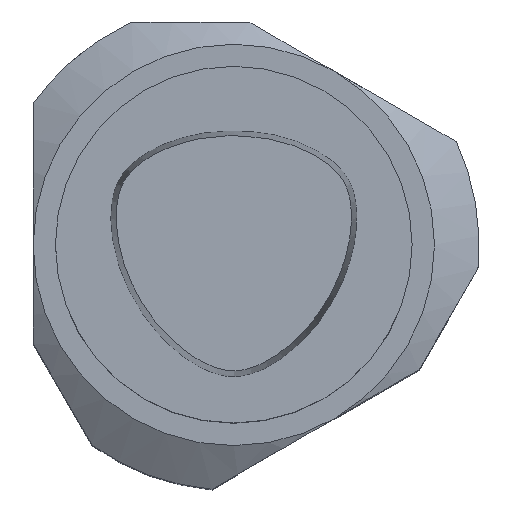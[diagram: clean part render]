
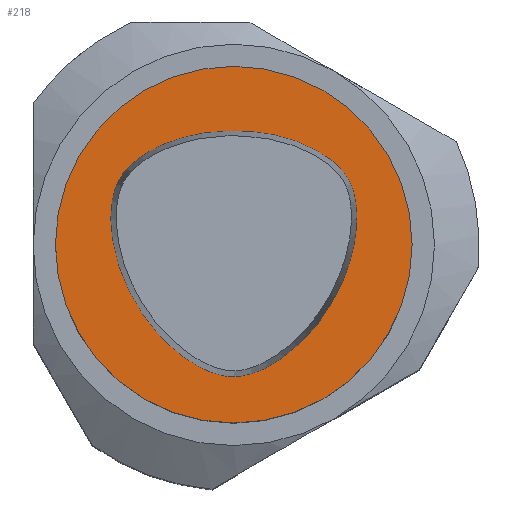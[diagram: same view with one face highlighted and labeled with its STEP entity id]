
A CAD part, top view. The second image highlights one B-rep face of the part: STEP entity #218.
In plain terms, the highlighted planar face has unit normal (0, 0, 1).
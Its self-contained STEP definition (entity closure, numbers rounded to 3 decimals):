
#218=ADVANCED_FACE('240[2]',(#517,#518),#519,.T.);
#254=EDGE_CURVE('240[2]',#538,#538,#565,.T.);
#315=EDGE_CURVE('240[2]',#639,#639,#640,.T.);
#517=FACE_OUTER_BOUND('',#1655,.T.);
#518=FACE_BOUND('',#1656,.T.);
#519=PLANE('',#1657);
#538=VERTEX_POINT('',#1683);
#565=B_SPLINE_CURVE_WITH_KNOTS('',3,(#1777,#1778,#1779,#1780,#1781,#1782,#1783,#1784,#1785,#1786,#1787,#1788,#1789,#1790,#1791,#1792,#1793,#1794,#1795,#1796,#1797,#1798,#1799,#1800,#1801,#1802,#1803,#1804,#1805,#1806,#1807,#1808,#1809,#1810,#1811,#1812,#1813,#1814,#1815,#1816,#1817,#1818,#1819,#1820,#1821,#1822,#1823,#1824,#1825,#1826,#1827,#1828,#1829,#1830,#1831,#1832,#1833,#1834,#1835,#1836,#1837,#1838,#1839,#1840,#1841,#1842,#1843,#1844,#1845,#1846,#1847,#1848,#1849,#1850,#1851,#1852,#1853,#1854,#1855,#1856,#1857,#1858,#1859,#1860,#1861,#1862,#1863,#1864,#1865,#1866,#1867,#1868,#1869,#1870,#1871,#1872),.UNSPECIFIED.,.T.,.F.,(4,2,2,2,2,2,2,2,2,2,2,2,2,2,2,2,2,2,2,2,2,2,2,2,2,2,2,2,2,2,2,2,2,2,2,2,2,2,2,2,2,2,2,2,2,2,2,4),(0.0,0.023,0.046,0.069,0.091,0.112,0.133,0.153,0.173,0.194,0.214,0.235,0.257,0.279,0.302,0.326,0.349,0.372,0.395,0.417,0.439,0.459,0.48,0.5,0.52,0.541,0.561,0.583,0.605,0.628,0.651,0.674,0.698,0.721,0.743,0.765,0.786,0.806,0.827,0.847,0.867,0.888,0.909,0.931,0.954,0.977,1.,1.0),.UNSPECIFIED.);
#639=VERTEX_POINT('',#2030);
#640=CIRCLE('',#2031,39.993);
#1655=EDGE_LOOP('',(#2297));
#1656=EDGE_LOOP('',(#2298));
#1657=AXIS2_PLACEMENT_3D('',#2299,#2300,#2301);
#1683=CARTESIAN_POINT('',(-0.002,-29.575,0.));
#1777=CARTESIAN_POINT('',(-0.002,-29.575,0.));
#1778=CARTESIAN_POINT('',(-1.344,-29.594,0.));
#1779=CARTESIAN_POINT('',(-2.687,-29.333,0.));
#1780=CARTESIAN_POINT('',(-5.261,-28.54,0.));
#1781=CARTESIAN_POINT('',(-6.491,-28.009,0.));
#1782=CARTESIAN_POINT('',(-8.829,-26.78,0.));
#1783=CARTESIAN_POINT('',(-9.938,-26.086,0.));
#1784=CARTESIAN_POINT('',(-12.031,-24.593,0.));
#1785=CARTESIAN_POINT('',(-13.017,-23.798,0.));
#1786=CARTESIAN_POINT('',(-14.873,-22.138,0.));
#1787=CARTESIAN_POINT('',(-15.746,-21.276,0.));
#1788=CARTESIAN_POINT('',(-17.388,-19.499,0.0));
#1789=CARTESIAN_POINT('',(-18.159,-18.587,0.0));
#1790=CARTESIAN_POINT('',(-19.609,-16.715,0.0));
#1791=CARTESIAN_POINT('',(-20.29,-15.757,0.0));
#1792=CARTESIAN_POINT('',(-21.566,-13.798,0.0));
#1793=CARTESIAN_POINT('',(-22.162,-12.796,0.0));
#1794=CARTESIAN_POINT('',(-23.275,-10.743,0.0));
#1795=CARTESIAN_POINT('',(-23.791,-9.693,0.0));
#1796=CARTESIAN_POINT('',(-24.742,-7.538,0.0));
#1797=CARTESIAN_POINT('',(-25.176,-6.433,0.0));
#1798=CARTESIAN_POINT('',(-25.955,-4.164,0.0));
#1799=CARTESIAN_POINT('',(-26.299,-2.998,0.0));
#1800=CARTESIAN_POINT('',(-26.882,-0.603,0.0));
#1801=CARTESIAN_POINT('',(-27.119,0.627,0.0));
#1802=CARTESIAN_POINT('',(-27.461,3.147,0.0));
#1803=CARTESIAN_POINT('',(-27.561,4.438,0.0));
#1804=CARTESIAN_POINT('',(-27.586,7.058,0.0));
#1805=CARTESIAN_POINT('',(-27.506,8.387,0.0));
#1806=CARTESIAN_POINT('',(-27.095,11.035,0.0));
#1807=CARTESIAN_POINT('',(-26.763,12.355,0.0));
#1808=CARTESIAN_POINT('',(-25.672,14.812,0.0));
#1809=CARTESIAN_POINT('',(-24.915,15.951,0.0));
#1810=CARTESIAN_POINT('',(-23.121,17.957,0.0));
#1811=CARTESIAN_POINT('',(-22.084,18.824,0.0));
#1812=CARTESIAN_POINT('',(-19.909,20.362,0.0));
#1813=CARTESIAN_POINT('',(-18.772,21.035,0.0));
#1814=CARTESIAN_POINT('',(-16.457,22.207,0.0));
#1815=CARTESIAN_POINT('',(-15.28,22.711,0.0));
#1816=CARTESIAN_POINT('',(-12.921,23.586,0.0));
#1817=CARTESIAN_POINT('',(-11.74,23.96,0.0));
#1818=CARTESIAN_POINT('',(-9.376,24.574,0.0));
#1819=CARTESIAN_POINT('',(-8.195,24.816,0.0));
#1820=CARTESIAN_POINT('',(-5.839,25.176,0.0));
#1821=CARTESIAN_POINT('',(-4.665,25.296,0.0));
#1822=CARTESIAN_POINT('',(-2.331,25.454,0.0));
#1823=CARTESIAN_POINT('',(-1.172,25.494,0.0));
#1824=CARTESIAN_POINT('',(1.155,25.495,0.0));
#1825=CARTESIAN_POINT('',(2.323,25.455,0.0));
#1826=CARTESIAN_POINT('',(4.665,25.296,0.0));
#1827=CARTESIAN_POINT('',(5.838,25.175,0.0));
#1828=CARTESIAN_POINT('',(8.194,24.815,0.0));
#1829=CARTESIAN_POINT('',(9.377,24.574,0.0));
#1830=CARTESIAN_POINT('',(11.74,23.96,0.0));
#1831=CARTESIAN_POINT('',(12.92,23.585,0.0));
#1832=CARTESIAN_POINT('',(15.28,22.711,0.0));
#1833=CARTESIAN_POINT('',(16.457,22.207,0.0));
#1834=CARTESIAN_POINT('',(18.773,21.035,0.0));
#1835=CARTESIAN_POINT('',(19.909,20.362,0.0));
#1836=CARTESIAN_POINT('',(22.084,18.824,0.0));
#1837=CARTESIAN_POINT('',(23.121,17.957,0.0));
#1838=CARTESIAN_POINT('',(24.915,15.951,0.0));
#1839=CARTESIAN_POINT('',(25.673,14.812,0.0));
#1840=CARTESIAN_POINT('',(26.763,12.355,0.0));
#1841=CARTESIAN_POINT('',(27.095,11.035,0.0));
#1842=CARTESIAN_POINT('',(27.506,8.387,0.0));
#1843=CARTESIAN_POINT('',(27.586,7.058,0.0));
#1844=CARTESIAN_POINT('',(27.561,4.438,0.0));
#1845=CARTESIAN_POINT('',(27.46,3.147,0.0));
#1846=CARTESIAN_POINT('',(27.119,0.627,0.0));
#1847=CARTESIAN_POINT('',(26.882,-0.603,0.0));
#1848=CARTESIAN_POINT('',(26.299,-2.998,0.0));
#1849=CARTESIAN_POINT('',(25.955,-4.164,0.0));
#1850=CARTESIAN_POINT('',(25.176,-6.433,0.0));
#1851=CARTESIAN_POINT('',(24.742,-7.538,0.0));
#1852=CARTESIAN_POINT('',(23.791,-9.693,0.0));
#1853=CARTESIAN_POINT('',(23.275,-10.743,0.0));
#1854=CARTESIAN_POINT('',(22.162,-12.795,0.0));
#1855=CARTESIAN_POINT('',(21.566,-13.798,0.0));
#1856=CARTESIAN_POINT('',(20.29,-15.757,0.0));
#1857=CARTESIAN_POINT('',(19.609,-16.715,0.0));
#1858=CARTESIAN_POINT('',(18.159,-18.586,0.0));
#1859=CARTESIAN_POINT('',(17.388,-19.5,0.0));
#1860=CARTESIAN_POINT('',(15.746,-21.276,0.));
#1861=CARTESIAN_POINT('',(14.873,-22.138,0.));
#1862=CARTESIAN_POINT('',(13.016,-23.798,0.));
#1863=CARTESIAN_POINT('',(12.031,-24.593,0.));
#1864=CARTESIAN_POINT('',(9.938,-26.085,0.));
#1865=CARTESIAN_POINT('',(8.829,-26.777,0.));
#1866=CARTESIAN_POINT('',(6.491,-28.012,0.));
#1867=CARTESIAN_POINT('',(5.261,-28.55,0.));
#1868=CARTESIAN_POINT('',(2.687,-29.323,0.));
#1869=CARTESIAN_POINT('',(1.343,-29.556,0.));
#1870=CARTESIAN_POINT('',(-0.001,-29.575,0.));
#1871=CARTESIAN_POINT('',(-0.001,-29.575,0.));
#1872=CARTESIAN_POINT('',(-0.002,-29.575,0.));
#2030=CARTESIAN_POINT('',(0.,-39.993,0.));
#2031=AXIS2_PLACEMENT_3D('',#2452,#2453,#2454);
#2297=ORIENTED_EDGE('',*,*,#315,.F.);
#2298=ORIENTED_EDGE('',*,*,#254,.T.);
#2299=CARTESIAN_POINT('',(0.,-19.996,0.0));
#2300=DIRECTION('',(0.,0.,1.0));
#2301=DIRECTION('',(1.0,0.,0.0));
#2452=CARTESIAN_POINT('',(0.0,0.0,0.0));
#2453=DIRECTION('',(0.,0.,-1.0));
#2454=DIRECTION('',(0.,-1.0,0.));
